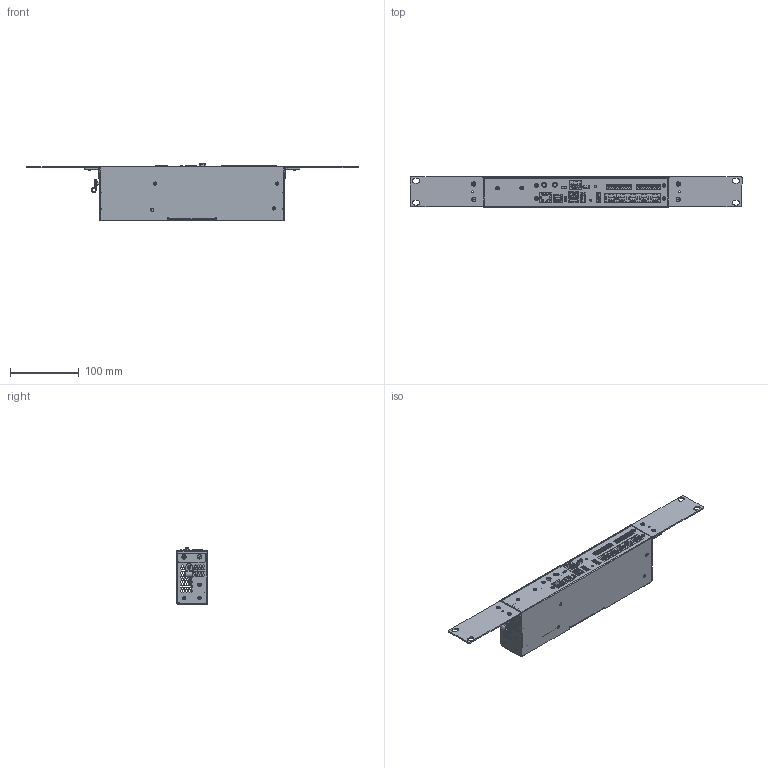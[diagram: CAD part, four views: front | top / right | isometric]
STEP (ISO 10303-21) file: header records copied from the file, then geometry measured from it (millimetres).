
FILE_DESCRIPTION (( 'STEP AP203' ), '1' );
FILE_NAME ('E-5DB-IND.STEP', '2021-06-23T13:08:39', ( '' ), ( '' ), 'SwSTEP 2.0', 'SolidWorks 2011', '' );
FILE_SCHEMA (( 'CONFIG_CONTROL_DESIGN' ));
Length unit declared in the file: inch
Products named in the file (5): E-RK1-5DBIND-BRACKET; HW5133_HW5133; E-5DB-IND; E-RK1-5DBIND-RACKEAR
Assembly tree (13 placements, depth 2):
  E-5DB-IND
    HW5133_HW5133  x8
    E-RK1-5DBIND-BRACKET  x2
    E-5DB-IND
    E-RK1-5DBIND-RACKEAR  x2
Bounding box: 482.62 x 43.77 x 82.84 mm (x, y, z)
Volume: 23475.6 mm3; surface area: 232561.1 mm2
Topology: 12 solids, 173 shells, 2771 faces, 11935 edges, 9217 vertices
Faces by surface type: plane 2037, cylinder 515, torus 104, bspline 59, cone 48, sphere 8
Entity records: 125967 total; most frequent: CARTESIAN_POINT 30427, DIRECTION 19185, ORIENTED_EDGE 17118, EDGE_CURVE 11478, VERTEX_POINT 8945, LINE 7915, VECTOR 7915, AXIS2_PLACEMENT_3D 5635
